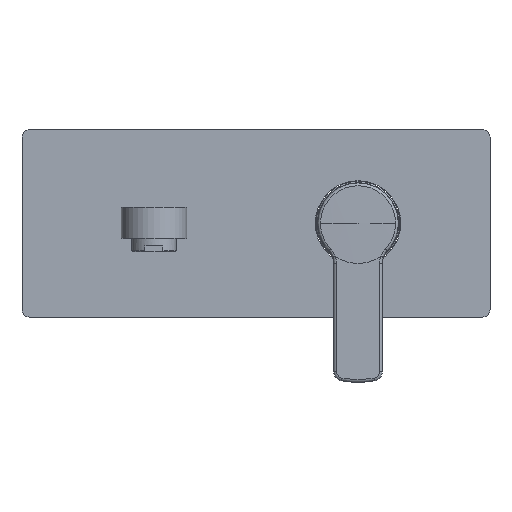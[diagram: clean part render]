
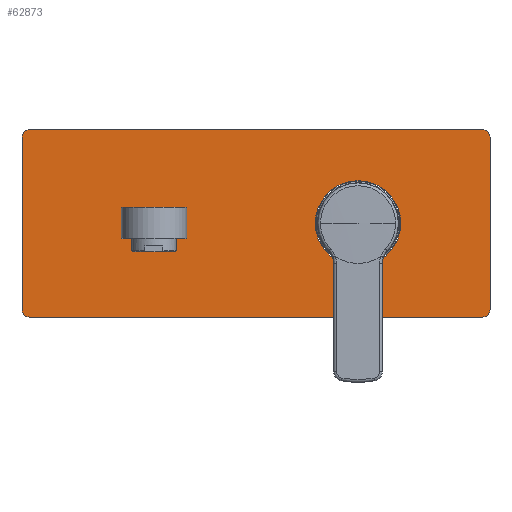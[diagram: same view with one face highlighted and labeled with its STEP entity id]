
A CAD part, top view. The second image highlights one B-rep face of the part: STEP entity #62873.
In plain terms, the highlighted planar face has unit normal (0, 0, 1).
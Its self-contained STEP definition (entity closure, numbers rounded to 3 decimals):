
#46414=CARTESIAN_POINT('',(-175.5,46.,47.));
#46415=DIRECTION('',(0.,0.,1.));
#46416=DIRECTION('',(0.,1.,0.));
#46417=AXIS2_PLACEMENT_3D('',#46414,#46415,#46416);
#46419=DIRECTION('',(-1.,0.,0.));
#46420=VECTOR('',#46419,242.);
#46421=CARTESIAN_POINT('',(66.5,50.,47.));
#46422=LINE('',#46421,#46420);
#46423=CARTESIAN_POINT('',(66.5,46.,47.));
#46424=DIRECTION('',(0.,0.,1.));
#46425=DIRECTION('',(1.,0.,0.));
#46426=AXIS2_PLACEMENT_3D('',#46423,#46424,#46425);
#46428=DIRECTION('',(0.,1.,0.));
#46429=VECTOR('',#46428,92.);
#46430=CARTESIAN_POINT('',(70.5,-46.,47.));
#46431=LINE('',#46430,#46429);
#46432=CARTESIAN_POINT('',(66.5,-46.,47.));
#46433=DIRECTION('',(0.,0.,1.));
#46434=DIRECTION('',(0.,-1.,0.));
#46435=AXIS2_PLACEMENT_3D('',#46432,#46433,#46434);
#46437=DIRECTION('',(1.,0.,0.));
#46438=VECTOR('',#46437,242.);
#46439=CARTESIAN_POINT('',(-175.5,-50.,47.));
#46440=LINE('',#46439,#46438);
#46441=CARTESIAN_POINT('',(-175.5,-46.,47.));
#46442=DIRECTION('',(0.,0.,1.));
#46443=DIRECTION('',(-1.,0.,0.));
#46444=AXIS2_PLACEMENT_3D('',#46441,#46442,#46443);
#46446=DIRECTION('',(0.,-1.,0.));
#46447=VECTOR('',#46446,92.);
#46448=CARTESIAN_POINT('',(-179.5,46.,47.));
#46449=LINE('',#46448,#46447);
#46450=CARTESIAN_POINT('',(0.,0.,47.));
#46451=DIRECTION('',(0.,0.,-1.));
#46452=DIRECTION('',(0.,1.,0.));
#46453=AXIS2_PLACEMENT_3D('',#46450,#46451,#46452);
#46455=CARTESIAN_POINT('',(0.,0.,47.));
#46456=DIRECTION('',(0.,0.,-1.));
#46457=DIRECTION('',(0.,-1.,0.));
#46458=AXIS2_PLACEMENT_3D('',#46455,#46456,#46457);
#46460=DIRECTION('',(1.,0.,0.));
#46461=VECTOR('',#46460,35.);
#46462=CARTESIAN_POINT('',(-126.5,-8.25,47.));
#46463=LINE('',#46462,#46461);
#46464=DIRECTION('',(0.,1.,0.));
#46465=VECTOR('',#46464,16.5);
#46466=CARTESIAN_POINT('',(-91.5,-8.25,47.));
#46467=LINE('',#46466,#46465);
#46468=DIRECTION('',(1.,0.,0.));
#46469=VECTOR('',#46468,35.);
#46470=CARTESIAN_POINT('',(-126.5,8.25,47.));
#46471=LINE('',#46470,#46469);
#46472=DIRECTION('',(0.,1.,0.));
#46473=VECTOR('',#46472,16.5);
#46474=CARTESIAN_POINT('',(-126.5,-8.25,47.));
#46475=LINE('',#46474,#46473);
#55648=CARTESIAN_POINT('',(0.,22.8,47.));
#55649=CARTESIAN_POINT('',(0.,-22.8,47.));
#55650=VERTEX_POINT('',#55648);
#55651=VERTEX_POINT('',#55649);
#55656=CARTESIAN_POINT('',(-175.5,50.,47.));
#55657=VERTEX_POINT('',#55656);
#55658=CARTESIAN_POINT('',(-179.5,46.,47.));
#55659=VERTEX_POINT('',#55658);
#55664=CARTESIAN_POINT('',(-179.5,-46.,47.));
#55665=VERTEX_POINT('',#55664);
#55666=CARTESIAN_POINT('',(-175.5,-50.,47.));
#55667=VERTEX_POINT('',#55666);
#55672=CARTESIAN_POINT('',(66.5,-50.,47.));
#55673=VERTEX_POINT('',#55672);
#55674=CARTESIAN_POINT('',(70.5,-46.,47.));
#55675=VERTEX_POINT('',#55674);
#55680=CARTESIAN_POINT('',(70.5,46.,47.));
#55681=VERTEX_POINT('',#55680);
#55682=CARTESIAN_POINT('',(66.5,50.,47.));
#55683=VERTEX_POINT('',#55682);
#55758=CARTESIAN_POINT('',(-126.5,-8.25,47.));
#55759=CARTESIAN_POINT('',(-91.5,-8.25,47.));
#55760=VERTEX_POINT('',#55758);
#55761=VERTEX_POINT('',#55759);
#55762=CARTESIAN_POINT('',(-126.5,8.25,47.));
#55763=CARTESIAN_POINT('',(-91.5,8.25,47.));
#55764=VERTEX_POINT('',#55762);
#55765=VERTEX_POINT('',#55763);
#62836=CARTESIAN_POINT('',(-54.5,0.,47.));
#62837=DIRECTION('',(0.,0.,1.));
#62838=DIRECTION('',(0.,1.,0.));
#62839=AXIS2_PLACEMENT_3D('',#62836,#62837,#62838);
#62840=PLANE('',#62839);
#62842=ORIENTED_EDGE('',*,*,#62841,.F.);
#62844=ORIENTED_EDGE('',*,*,#62843,.F.);
#62846=ORIENTED_EDGE('',*,*,#62845,.F.);
#62848=ORIENTED_EDGE('',*,*,#62847,.F.);
#62850=ORIENTED_EDGE('',*,*,#62849,.F.);
#62852=ORIENTED_EDGE('',*,*,#62851,.F.);
#62854=ORIENTED_EDGE('',*,*,#62853,.F.);
#62856=ORIENTED_EDGE('',*,*,#62855,.F.);
#62857=EDGE_LOOP('',(#62842,#62844,#62846,#62848,#62850,#62852,#62854,#62856));
#62858=FACE_OUTER_BOUND('',#62857,.F.);
#62860=ORIENTED_EDGE('',*,*,#62859,.F.);
#62862=ORIENTED_EDGE('',*,*,#62861,.F.);
#62863=EDGE_LOOP('',(#62860,#62862));
#62864=FACE_BOUND('',#62863,.F.);
#62865=ORIENTED_EDGE('',*,*,#62785,.T.);
#62867=ORIENTED_EDGE('',*,*,#62866,.T.);
#62869=ORIENTED_EDGE('',*,*,#62868,.F.);
#62870=ORIENTED_EDGE('',*,*,#62819,.F.);
#62871=EDGE_LOOP('',(#62865,#62867,#62869,#62870));
#62872=FACE_BOUND('',#62871,.F.);
#62873=ADVANCED_FACE('',(#62858,#62864,#62872),#62840,.T.);
#46418=CIRCLE('',#46417,4.);
#46427=CIRCLE('',#46426,4.);
#46436=CIRCLE('',#46435,4.);
#46445=CIRCLE('',#46444,4.);
#46454=CIRCLE('',#46453,22.8);
#46459=CIRCLE('',#46458,22.8);
#62785=EDGE_CURVE('',#55760,#55761,#46463,.T.);
#62819=EDGE_CURVE('',#55760,#55764,#46475,.T.);
#62841=EDGE_CURVE('',#55657,#55659,#46418,.T.);
#62843=EDGE_CURVE('',#55683,#55657,#46422,.T.);
#62845=EDGE_CURVE('',#55681,#55683,#46427,.T.);
#62847=EDGE_CURVE('',#55675,#55681,#46431,.T.);
#62849=EDGE_CURVE('',#55673,#55675,#46436,.T.);
#62851=EDGE_CURVE('',#55667,#55673,#46440,.T.);
#62853=EDGE_CURVE('',#55665,#55667,#46445,.T.);
#62855=EDGE_CURVE('',#55659,#55665,#46449,.T.);
#62859=EDGE_CURVE('',#55650,#55651,#46454,.T.);
#62861=EDGE_CURVE('',#55651,#55650,#46459,.T.);
#62866=EDGE_CURVE('',#55761,#55765,#46467,.T.);
#62868=EDGE_CURVE('',#55764,#55765,#46471,.T.);
